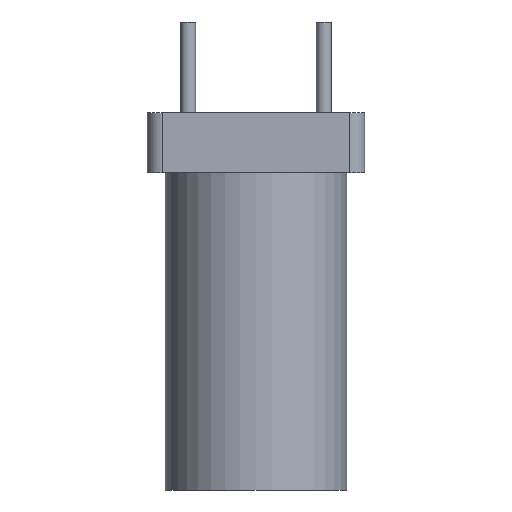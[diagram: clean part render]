
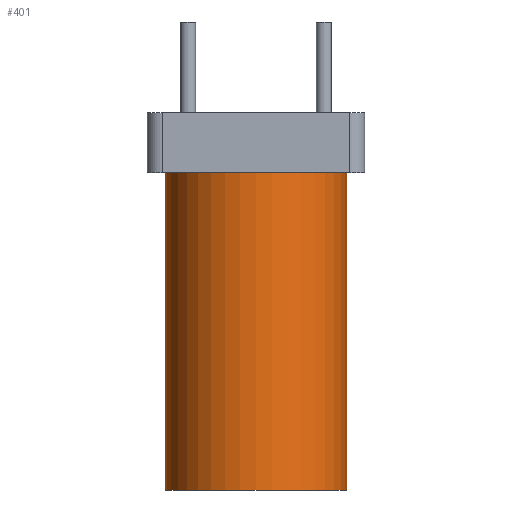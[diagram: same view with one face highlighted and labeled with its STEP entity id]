
A CAD part, front view. The second image highlights one B-rep face of the part: STEP entity #401.
In plain terms, the highlighted cylindrical face has radius 3 mm (diameter 6 mm), a partial arc.
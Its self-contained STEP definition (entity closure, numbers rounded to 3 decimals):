
#64 = VECTOR ( 'NONE', #846, 1000. ) ;
#85 = DIRECTION ( 'NONE',  ( 1., 0., 0. ) ) ;
#86 = DIRECTION ( 'NONE',  ( 0., 0., -1. ) ) ;
#87 = ORIENTED_EDGE ( 'NONE', *, *, #1080, .F. ) ;
#148 = VERTEX_POINT ( 'NONE', #368 ) ;
#170 = VERTEX_POINT ( 'NONE', #487 ) ;
#300 = AXIS2_PLACEMENT_3D ( 'NONE', #787, #86, #413 ) ;
#368 = CARTESIAN_POINT ( 'NONE',  ( -25.646, 24.102, 0. ) ) ;
#401 = ADVANCED_FACE ( 'NONE', ( #1412 ), #505, .T. ) ;
#407 = EDGE_LOOP ( 'NONE', ( #1005, #87, #1509, #1235 ) ) ;
#413 = DIRECTION ( 'NONE',  ( -1., 0., 0. ) ) ;
#439 = AXIS2_PLACEMENT_3D ( 'NONE', #1403, #671, #85 ) ;
#472 = EDGE_CURVE ( 'NONE', #1016, #170, #1106, .T. ) ;
#487 = CARTESIAN_POINT ( 'NONE',  ( -19.646, 24.102, 0. ) ) ;
#505 = CYLINDRICAL_SURFACE ( 'NONE', #439, 3. ) ;
#553 = DIRECTION ( 'NONE',  ( 0., 0., -1. ) ) ;
#671 = DIRECTION ( 'NONE',  ( 0., 0., 1. ) ) ;
#777 = VECTOR ( 'NONE', #1500, 1000. ) ;
#787 = CARTESIAN_POINT ( 'NONE',  ( -22.646, 24.102, -10.5 ) ) ;
#846 = DIRECTION ( 'NONE',  ( 0., 0., 1. ) ) ;
#896 = EDGE_CURVE ( 'NONE', #1441, #148, #1244, .T. ) ;
#929 = DIRECTION ( 'NONE',  ( 1., 0., 0. ) ) ;
#969 = CARTESIAN_POINT ( 'NONE',  ( -25.646, 24.102, -10.5 ) ) ;
#1005 = ORIENTED_EDGE ( 'NONE', *, *, #896, .F. ) ;
#1016 = VERTEX_POINT ( 'NONE', #1154 ) ;
#1080 = EDGE_CURVE ( 'NONE', #1016, #1441, #1493, .T. ) ;
#1106 = LINE ( 'NONE', #1456, #777 ) ;
#1131 = EDGE_CURVE ( 'NONE', #170, #148, #1311, .T. ) ;
#1154 = CARTESIAN_POINT ( 'NONE',  ( -19.646, 24.102, -10.5 ) ) ;
#1235 = ORIENTED_EDGE ( 'NONE', *, *, #1131, .T. ) ;
#1244 = LINE ( 'NONE', #969, #64 ) ;
#1293 = CARTESIAN_POINT ( 'NONE',  ( -22.646, 24.102, 0. ) ) ;
#1311 = CIRCLE ( 'NONE', #1541, 3. ) ;
#1403 = CARTESIAN_POINT ( 'NONE',  ( -22.646, 24.102, -10.5 ) ) ;
#1412 = FACE_OUTER_BOUND ( 'NONE', #407, .T. ) ;
#1422 = CARTESIAN_POINT ( 'NONE',  ( -25.646, 24.102, -10.5 ) ) ;
#1441 = VERTEX_POINT ( 'NONE', #1422 ) ;
#1456 = CARTESIAN_POINT ( 'NONE',  ( -19.646, 24.102, -10.5 ) ) ;
#1493 = CIRCLE ( 'NONE', #300, 3. ) ;
#1500 = DIRECTION ( 'NONE',  ( 0., 0., 1. ) ) ;
#1509 = ORIENTED_EDGE ( 'NONE', *, *, #472, .T. ) ;
#1541 = AXIS2_PLACEMENT_3D ( 'NONE', #1293, #553, #929 ) ;
